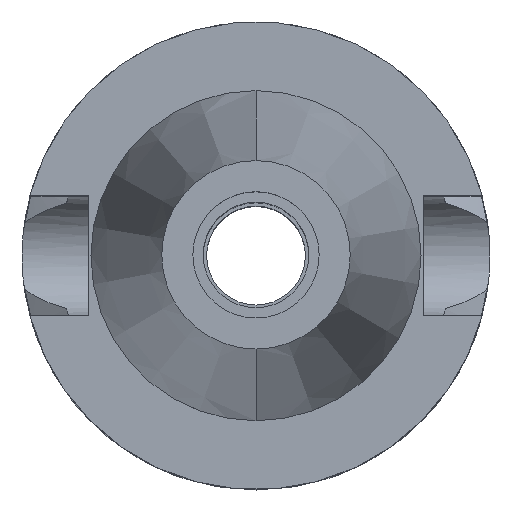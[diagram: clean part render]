
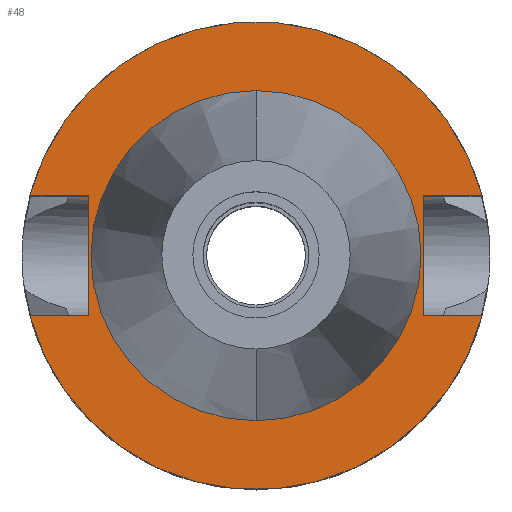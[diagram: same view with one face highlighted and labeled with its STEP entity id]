
A CAD part, top view. The second image highlights one B-rep face of the part: STEP entity #48.
In plain terms, the highlighted planar face has unit normal (0, 0, 1).
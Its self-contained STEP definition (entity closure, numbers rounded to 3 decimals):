
#41 = CIRCLE ( 'NONE', #2815, 22.225 ) ;
#43 = VECTOR ( 'NONE', #712, 1000. ) ;
#48 = ADVANCED_FACE ( 'NONE', ( #1594, #2803 ), #456, .F. ) ;
#49 = LINE ( 'NONE', #2839, #43 ) ;
#58 = VECTOR ( 'NONE', #107, 1000. ) ;
#68 = CARTESIAN_POINT ( 'NONE',  ( -22.5, -8.05, -1. ) ) ;
#107 = DIRECTION ( 'NONE',  ( 1., 0., 0. ) ) ;
#153 = CARTESIAN_POINT ( 'NONE',  ( -22.5, 8.05, -1. ) ) ;
#233 = EDGE_CURVE ( 'NONE', #1635, #1511, #727, .T. ) ;
#235 = AXIS2_PLACEMENT_3D ( 'NONE', #2466, #1769, #1042 ) ;
#263 = LINE ( 'NONE', #1213, #1773 ) ;
#306 = VERTEX_POINT ( 'NONE', #1662 ) ;
#308 = DIRECTION ( 'NONE',  ( -1., 0., 0. ) ) ;
#397 = CARTESIAN_POINT ( 'NONE',  ( 0., 0., -1. ) ) ;
#446 = ORIENTED_EDGE ( 'NONE', *, *, #1733, .F. ) ;
#449 = LINE ( 'NONE', #2324, #1619 ) ;
#451 = CARTESIAN_POINT ( 'NONE',  ( 22.5, -8.05, -1. ) ) ;
#456 = PLANE ( 'NONE',  #1960 ) ;
#474 = VERTEX_POINT ( 'NONE', #451 ) ;
#658 = EDGE_LOOP ( 'NONE', ( #2909, #1965, #2981, #1214, #869, #955, #2291, #3046 ) ) ;
#665 = DIRECTION ( 'NONE',  ( 1., 0., 0. ) ) ;
#691 = DIRECTION ( 'NONE',  ( 0., 0., -1. ) ) ;
#712 = DIRECTION ( 'NONE',  ( 0., 1., 0. ) ) ;
#727 = CIRCLE ( 'NONE', #235, 31.5 ) ;
#784 = EDGE_CURVE ( 'NONE', #2563, #944, #41, .T. ) ;
#869 = ORIENTED_EDGE ( 'NONE', *, *, #2277, .T. ) ;
#876 = EDGE_CURVE ( 'NONE', #474, #1635, #449, .T. ) ;
#891 = AXIS2_PLACEMENT_3D ( 'NONE', #1693, #2137, #2395 ) ;
#932 = ORIENTED_EDGE ( 'NONE', *, *, #784, .F. ) ;
#944 = VERTEX_POINT ( 'NONE', #1008 ) ;
#955 = ORIENTED_EDGE ( 'NONE', *, *, #1571, .F. ) ;
#964 = EDGE_CURVE ( 'NONE', #2255, #1869, #49, .T. ) ;
#1008 = CARTESIAN_POINT ( 'NONE',  ( 0., 22.225, -1. ) ) ;
#1042 = DIRECTION ( 'NONE',  ( 0., -1., 0. ) ) ;
#1075 = EDGE_LOOP ( 'NONE', ( #446, #932 ) ) ;
#1161 = CARTESIAN_POINT ( 'NONE',  ( 0., 0., -1. ) ) ;
#1172 = DIRECTION ( 'NONE',  ( 0., 1., 0. ) ) ;
#1195 = VECTOR ( 'NONE', #2088, 1000. ) ;
#1213 = CARTESIAN_POINT ( 'NONE',  ( 22.5, 8.05, -1. ) ) ;
#1214 = ORIENTED_EDGE ( 'NONE', *, *, #2714, .F. ) ;
#1221 = CARTESIAN_POINT ( 'NONE',  ( -30.454, -8.05, -1. ) ) ;
#1278 = CIRCLE ( 'NONE', #2168, 31.5 ) ;
#1333 = VECTOR ( 'NONE', #308, 1000. ) ;
#1483 = CARTESIAN_POINT ( 'NONE',  ( 22.5, 8.05, -1. ) ) ;
#1488 = LINE ( 'NONE', #1547, #58 ) ;
#1511 = VERTEX_POINT ( 'NONE', #1221 ) ;
#1547 = CARTESIAN_POINT ( 'NONE',  ( 22.5, 8.05, -1. ) ) ;
#1571 = EDGE_CURVE ( 'NONE', #306, #2300, #1278, .T. ) ;
#1594 = FACE_OUTER_BOUND ( 'NONE', #658, .T. ) ;
#1619 = VECTOR ( 'NONE', #665, 1000. ) ;
#1622 = DIRECTION ( 'NONE',  ( 0., 0., 1. ) ) ;
#1635 = VERTEX_POINT ( 'NONE', #1940 ) ;
#1637 = DIRECTION ( 'NONE',  ( 0., -1., 0. ) ) ;
#1662 = CARTESIAN_POINT ( 'NONE',  ( -30.454, 8.05, -1. ) ) ;
#1668 = EDGE_CURVE ( 'NONE', #2255, #1511, #2889, .T. ) ;
#1675 = CARTESIAN_POINT ( 'NONE',  ( 0., 0., -1. ) ) ;
#1693 = CARTESIAN_POINT ( 'NONE',  ( 0., 0., -1. ) ) ;
#1733 = EDGE_CURVE ( 'NONE', #944, #2563, #2272, .T. ) ;
#1735 = CARTESIAN_POINT ( 'NONE',  ( -22.5, -8.05, -1. ) ) ;
#1769 = DIRECTION ( 'NONE',  ( 0., 0., -1. ) ) ;
#1773 = VECTOR ( 'NONE', #2149, 1000. ) ;
#1862 = DIRECTION ( 'NONE',  ( 0., -1., 0. ) ) ;
#1869 = VERTEX_POINT ( 'NONE', #2297 ) ;
#1940 = CARTESIAN_POINT ( 'NONE',  ( 30.454, -8.05, -1. ) ) ;
#1960 = AXIS2_PLACEMENT_3D ( 'NONE', #1161, #2094, #1862 ) ;
#1965 = ORIENTED_EDGE ( 'NONE', *, *, #233, .F. ) ;
#2088 = DIRECTION ( 'NONE',  ( -1., 0., 0. ) ) ;
#2094 = DIRECTION ( 'NONE',  ( 0., 0., -1. ) ) ;
#2137 = DIRECTION ( 'NONE',  ( 0., 0., 1. ) ) ;
#2149 = DIRECTION ( 'NONE',  ( 0., -1., 0. ) ) ;
#2168 = AXIS2_PLACEMENT_3D ( 'NONE', #1675, #691, #1172 ) ;
#2193 = CARTESIAN_POINT ( 'NONE',  ( 30.454, 8.05, -1. ) ) ;
#2255 = VERTEX_POINT ( 'NONE', #1735 ) ;
#2272 = CIRCLE ( 'NONE', #891, 22.225 ) ;
#2277 = EDGE_CURVE ( 'NONE', #2769, #2300, #1488, .T. ) ;
#2291 = ORIENTED_EDGE ( 'NONE', *, *, #2354, .F. ) ;
#2297 = CARTESIAN_POINT ( 'NONE',  ( -22.5, 8.05, -1. ) ) ;
#2300 = VERTEX_POINT ( 'NONE', #2193 ) ;
#2324 = CARTESIAN_POINT ( 'NONE',  ( 22.5, -8.05, -1. ) ) ;
#2354 = EDGE_CURVE ( 'NONE', #1869, #306, #2514, .T. ) ;
#2395 = DIRECTION ( 'NONE',  ( 0., 1., 0. ) ) ;
#2466 = CARTESIAN_POINT ( 'NONE',  ( 0., 0., -1. ) ) ;
#2514 = LINE ( 'NONE', #153, #1195 ) ;
#2563 = VERTEX_POINT ( 'NONE', #2885 ) ;
#2714 = EDGE_CURVE ( 'NONE', #2769, #474, #263, .T. ) ;
#2769 = VERTEX_POINT ( 'NONE', #1483 ) ;
#2803 = FACE_BOUND ( 'NONE', #1075, .T. ) ;
#2815 = AXIS2_PLACEMENT_3D ( 'NONE', #397, #1622, #1637 ) ;
#2839 = CARTESIAN_POINT ( 'NONE',  ( -22.5, -8.05, -1. ) ) ;
#2885 = CARTESIAN_POINT ( 'NONE',  ( 0., -22.225, -1. ) ) ;
#2889 = LINE ( 'NONE', #68, #1333 ) ;
#2909 = ORIENTED_EDGE ( 'NONE', *, *, #1668, .T. ) ;
#2981 = ORIENTED_EDGE ( 'NONE', *, *, #876, .F. ) ;
#3046 = ORIENTED_EDGE ( 'NONE', *, *, #964, .F. ) ;
